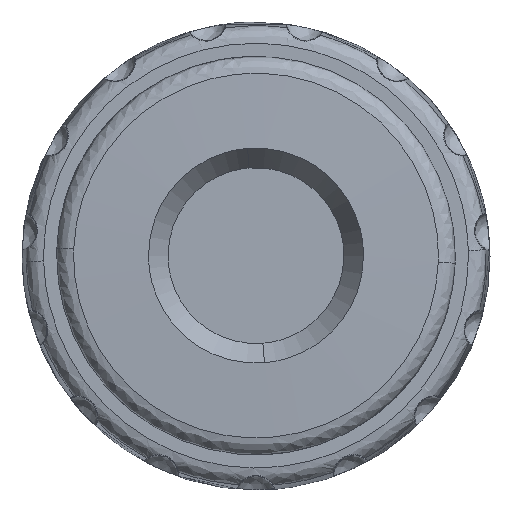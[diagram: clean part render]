
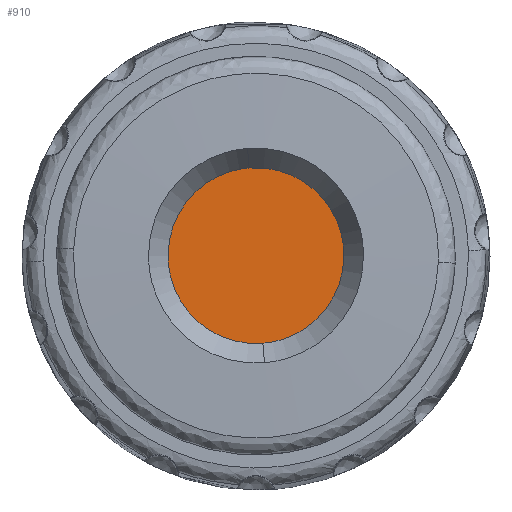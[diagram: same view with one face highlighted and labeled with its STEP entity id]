
A CAD part, top view. The second image highlights one B-rep face of the part: STEP entity #910.
In plain terms, the highlighted free-form (B-spline) face has degree [1, 1] with [2, 2] control points.
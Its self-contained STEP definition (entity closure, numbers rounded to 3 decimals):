
#839=CARTESIAN_POINT('',(-3.3,-3.299,10.0));
#840=CARTESIAN_POINT('',(3.3,-3.299,10.0));
#841=CARTESIAN_POINT('',(-3.3,3.299,10.0));
#842=CARTESIAN_POINT('',(3.3,3.299,10.0));
#843=B_SPLINE_SURFACE_WITH_KNOTS('',1,1,((#839,#841),(#840,#842)),.UNSPECIFIED.,.F.,.F.,.U.,(2,2),(2,2),(0.0,6.599),(0.0,6.598),.UNSPECIFIED.);
#844=CARTESIAN_POINT('',(0.235,-2.991,10.));
#845=VERTEX_POINT('',#844);
#846=CARTESIAN_POINT('',(-3.0,0.0,10.0));
#847=VERTEX_POINT('',#846);
#848=CARTESIAN_POINT('',(0.235,-2.991,10.));
#849=CARTESIAN_POINT('',(0.118,-3.,10.));
#850=CARTESIAN_POINT('',(0.,-3.,10.));
#851=CARTESIAN_POINT('',(-3.,-3.,10.));
#852=CARTESIAN_POINT('',(-3.0,0.0,10.0));
#860=(BOUNDED_CURVE()B_SPLINE_CURVE(2,(#848,#849,#850,#851,#852),.UNSPECIFIED.,.F.,.U.)B_SPLINE_CURVE_WITH_KNOTS((3,2,3),(0.736,0.75,1.0),.UNSPECIFIED.)CURVE()GEOMETRIC_REPRESENTATION_ITEM()RATIONAL_B_SPLINE_CURVE((0.97,0.984,1.0,0.707,1.0))REPRESENTATION_ITEM(''));
#861=EDGE_CURVE('',#845,#847,#860,.T.);
#862=ORIENTED_EDGE('',*,*,#861,.F.);
#863=CARTESIAN_POINT('',(3.0,0.0,10.0));
#864=VERTEX_POINT('',#863);
#865=CARTESIAN_POINT('',(3.0,0.0,10.0));
#866=CARTESIAN_POINT('',(3.,-2.773,10.));
#867=CARTESIAN_POINT('',(0.235,-2.991,10.));
#875=(BOUNDED_CURVE()B_SPLINE_CURVE(2,(#865,#866,#867),.UNSPECIFIED.,.F.,.U.)B_SPLINE_CURVE_WITH_KNOTS((3,3),(0.5,0.736),.UNSPECIFIED.)CURVE()GEOMETRIC_REPRESENTATION_ITEM()RATIONAL_B_SPLINE_CURVE((1.0,0.723,0.97))REPRESENTATION_ITEM(''));
#876=EDGE_CURVE('',#864,#845,#875,.T.);
#877=ORIENTED_EDGE('',*,*,#876,.F.);
#878=CARTESIAN_POINT('',(-0.235,2.991,10.));
#879=VERTEX_POINT('',#878);
#880=CARTESIAN_POINT('',(-0.235,2.991,10.));
#881=CARTESIAN_POINT('',(-0.118,3.,10.));
#882=CARTESIAN_POINT('',(0.,3.,10.));
#883=CARTESIAN_POINT('',(3.,3.,10.));
#884=CARTESIAN_POINT('',(3.0,0.0,10.0));
#892=(BOUNDED_CURVE()B_SPLINE_CURVE(2,(#880,#881,#882,#883,#884),.UNSPECIFIED.,.F.,.U.)B_SPLINE_CURVE_WITH_KNOTS((3,2,3),(0.236,0.25,0.5),.UNSPECIFIED.)CURVE()GEOMETRIC_REPRESENTATION_ITEM()RATIONAL_B_SPLINE_CURVE((0.97,0.984,1.0,0.707,1.0))REPRESENTATION_ITEM(''));
#893=EDGE_CURVE('',#879,#864,#892,.T.);
#894=ORIENTED_EDGE('',*,*,#893,.F.);
#895=CARTESIAN_POINT('',(-3.0,0.0,10.0));
#896=CARTESIAN_POINT('',(-3.,2.773,10.));
#897=CARTESIAN_POINT('',(-0.235,2.991,10.));
#905=(BOUNDED_CURVE()B_SPLINE_CURVE(2,(#895,#896,#897),.UNSPECIFIED.,.F.,.U.)B_SPLINE_CURVE_WITH_KNOTS((3,3),(0.0,0.236),.UNSPECIFIED.)CURVE()GEOMETRIC_REPRESENTATION_ITEM()RATIONAL_B_SPLINE_CURVE((1.0,0.723,0.97))REPRESENTATION_ITEM(''));
#906=EDGE_CURVE('',#847,#879,#905,.T.);
#907=ORIENTED_EDGE('',*,*,#906,.F.);
#908=EDGE_LOOP('',(#862,#877,#894,#907));
#909=FACE_OUTER_BOUND('',#908,.T.);
#910=ADVANCED_FACE('',(#909),#843,.T.);
